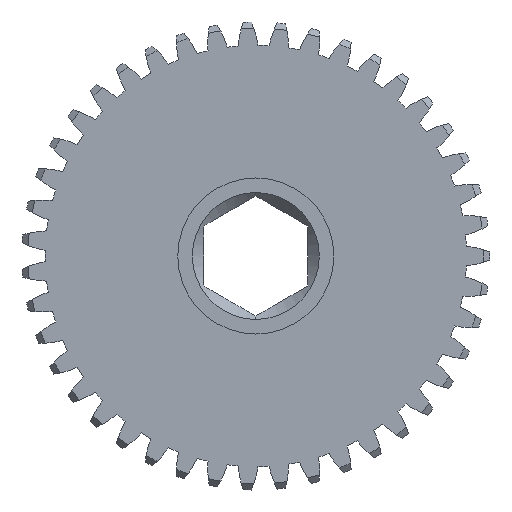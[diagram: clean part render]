
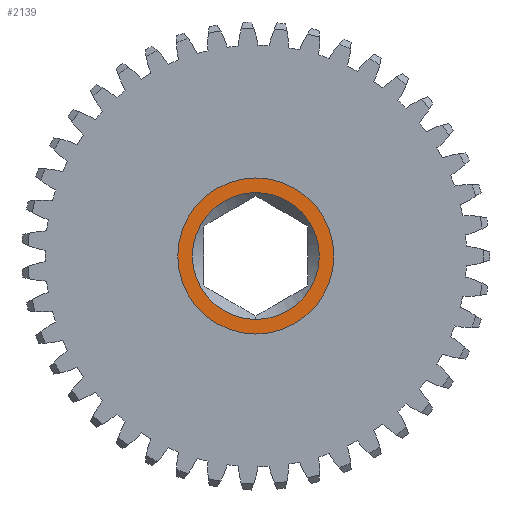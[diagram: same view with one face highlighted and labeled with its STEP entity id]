
A CAD part, left-side view. The second image highlights one B-rep face of the part: STEP entity #2139.
In plain terms, the highlighted planar face has unit normal (-1, 0, 0).
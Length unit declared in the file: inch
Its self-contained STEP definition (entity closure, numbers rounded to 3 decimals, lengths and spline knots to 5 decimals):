
#343 = FACE_OUTER_BOUND ( 'NONE', #3326, .T. ) ;
#363 = AXIS2_PLACEMENT_3D ( 'NONE', #2506, #7123, #9539 ) ;
#789 = EDGE_CURVE ( 'NONE', #5790, #9467, #1066, .T. ) ;
#1066 = CIRCLE ( 'NONE', #2102, 0.305 ) ;
#1356 = ORIENTED_EDGE ( 'NONE', *, *, #6913, .T. ) ;
#1523 = CIRCLE ( 'NONE', #6341, 0.305 ) ;
#1597 = CIRCLE ( 'NONE', #7544, 0.375 ) ;
#1935 = ORIENTED_EDGE ( 'NONE', *, *, #5429, .T. ) ;
#2102 = AXIS2_PLACEMENT_3D ( 'NONE', #4348, #4992, #2779 ) ;
#2139 = ADVANCED_FACE ( 'NONE', ( #9396, #343 ), #3316, .F. ) ;
#2506 = CARTESIAN_POINT ( 'NONE',  ( -0.0625, 0., 0. ) ) ;
#2779 = DIRECTION ( 'NONE',  ( 0., 0., -1. ) ) ;
#2948 = CARTESIAN_POINT ( 'NONE',  ( -0.0625, 0., 0.375 ) ) ;
#3316 = PLANE ( 'NONE',  #363 ) ;
#3326 = EDGE_LOOP ( 'NONE', ( #5992, #1356 ) ) ;
#3655 = DIRECTION ( 'NONE',  ( -1., 0., 0. ) ) ;
#3926 = CARTESIAN_POINT ( 'NONE',  ( -0.0625, 0., 0. ) ) ;
#4027 = DIRECTION ( 'NONE',  ( -1., 0., 0. ) ) ;
#4062 = EDGE_LOOP ( 'NONE', ( #1935, #8864 ) ) ;
#4348 = CARTESIAN_POINT ( 'NONE',  ( -0.0625, 0., 0. ) ) ;
#4519 = AXIS2_PLACEMENT_3D ( 'NONE', #3926, #4027, #6984 ) ;
#4992 = DIRECTION ( 'NONE',  ( 1., 0., 0. ) ) ;
#5429 = EDGE_CURVE ( 'NONE', #9467, #5790, #1523, .T. ) ;
#5790 = VERTEX_POINT ( 'NONE', #6861 ) ;
#5992 = ORIENTED_EDGE ( 'NONE', *, *, #7945, .T. ) ;
#6007 = DIRECTION ( 'NONE',  ( 0., 0., -1. ) ) ;
#6341 = AXIS2_PLACEMENT_3D ( 'NONE', #8478, #7775, #6970 ) ;
#6861 = CARTESIAN_POINT ( 'NONE',  ( -0.0625, 0., 0.305 ) ) ;
#6913 = EDGE_CURVE ( 'NONE', #9397, #9881, #1597, .T. ) ;
#6970 = DIRECTION ( 'NONE',  ( 0., 0., -1. ) ) ;
#6984 = DIRECTION ( 'NONE',  ( 0., 0., -1. ) ) ;
#7123 = DIRECTION ( 'NONE',  ( 1., 0., 0. ) ) ;
#7544 = AXIS2_PLACEMENT_3D ( 'NONE', #9878, #3655, #6007 ) ;
#7775 = DIRECTION ( 'NONE',  ( 1., 0., 0. ) ) ;
#7945 = EDGE_CURVE ( 'NONE', #9881, #9397, #9335, .T. ) ;
#8478 = CARTESIAN_POINT ( 'NONE',  ( -0.0625, 0., 0. ) ) ;
#8864 = ORIENTED_EDGE ( 'NONE', *, *, #789, .T. ) ;
#9335 = CIRCLE ( 'NONE', #4519, 0.375 ) ;
#9396 = FACE_BOUND ( 'NONE', #4062, .T. ) ;
#9397 = VERTEX_POINT ( 'NONE', #2948 ) ;
#9405 = CARTESIAN_POINT ( 'NONE',  ( -0.0625, 0., -0.375 ) ) ;
#9429 = CARTESIAN_POINT ( 'NONE',  ( -0.0625, 0., -0.305 ) ) ;
#9467 = VERTEX_POINT ( 'NONE', #9429 ) ;
#9539 = DIRECTION ( 'NONE',  ( 0., 0., -1. ) ) ;
#9878 = CARTESIAN_POINT ( 'NONE',  ( -0.0625, 0., 0. ) ) ;
#9881 = VERTEX_POINT ( 'NONE', #9405 ) ;
